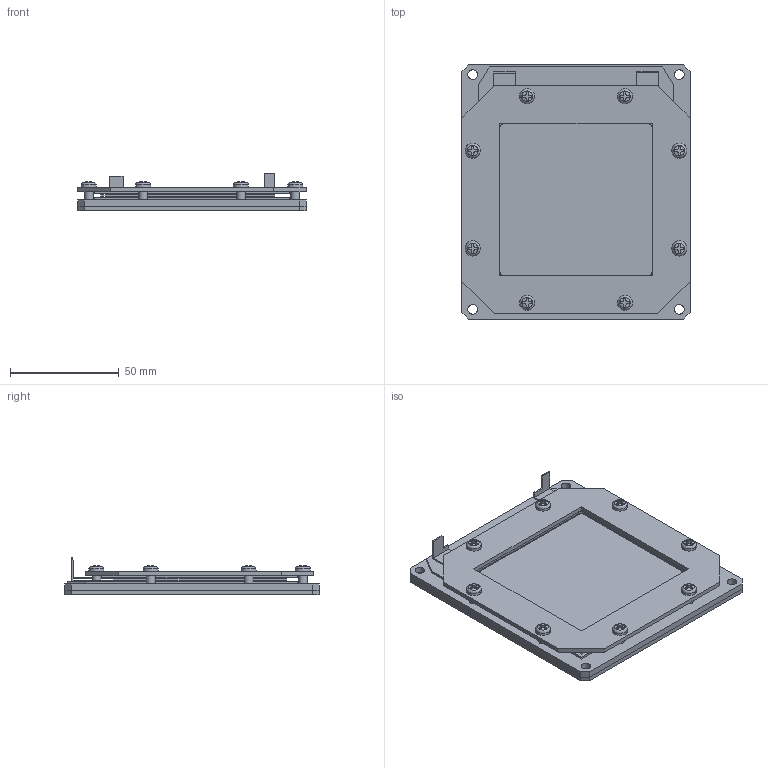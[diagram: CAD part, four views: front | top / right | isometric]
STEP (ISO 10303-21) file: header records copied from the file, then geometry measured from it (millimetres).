
FILE_DESCRIPTION(/* description */ (''),/* implementation_level */ '2;1');
FILE_NAME(/* name */ '',/* time_stamp */ '2024-08-29T15:39:52+09:00',/* author */ ('Yoshii.Kazuma'),/* organization */ (''),/* preprocessor_version */ 'ST-DEVELOPER v19.2',/* originating_system */ 'Autodesk Inventor 2023',/* authorisation */ '');
FILE_SCHEMA (('AUTOMOTIVE_DESIGN { 1 0 10303 214 3 1 1 }'));
Length unit declared in the file: millimetre
Products named in the file (1): M-7J1R_改
Bounding box: 105 x 117 x 17.3 mm (x, y, z)
Volume: 59873.2 mm3; surface area: 43579.9 mm2
Topology: 1 solids, 1 shells, 387 faces, 926 edges, 592 vertices
Faces by surface type: plane 253, cylinder 94, torus 16, cone 16, sphere 8
Full cylindrical faces by diameter (mm): 3.571 x8, 4 x16, 4.5 x4, 4.8 x8, 5 x14
Entity records: 11909 total; most frequent: CARTESIAN_POINT 2194, DIRECTION 1986, ORIENTED_EDGE 1852, EDGE_CURVE 926, AXIS2_PLACEMENT_3D 704, VERTEX_POINT 592, LINE 578, VECTOR 578
